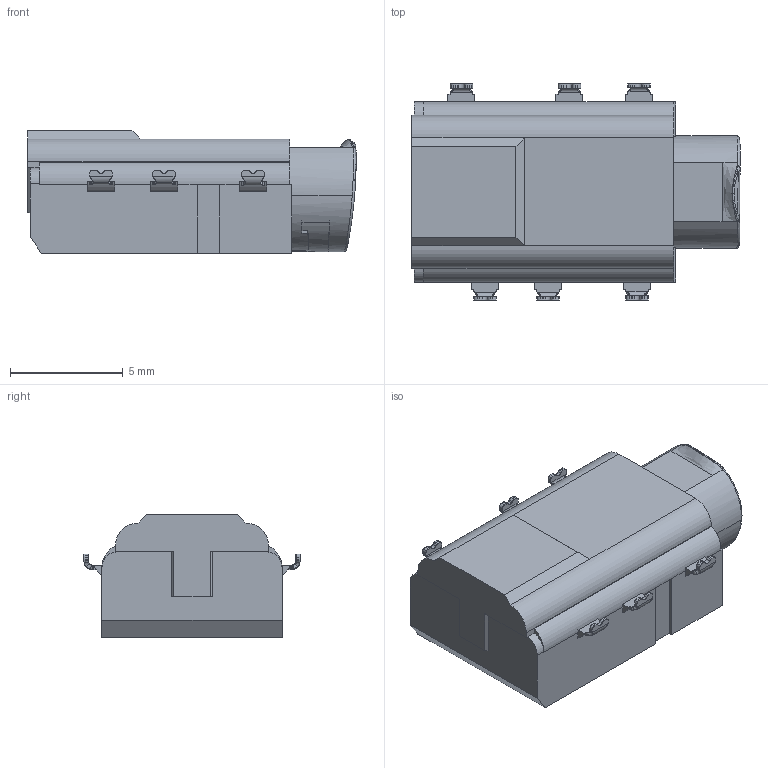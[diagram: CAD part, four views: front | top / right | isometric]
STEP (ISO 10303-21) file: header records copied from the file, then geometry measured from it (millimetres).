
FILE_DESCRIPTION (( 'STEP AP214' ), '1' );
FILE_NAME ('CUI_DEVICES_SJ-3551B-MSMT-TR-67.step', '2019-10-20T23:02:04', ( '' ), ( '' ), 'SwSTEP 2.0', 'SolidWorks 2019', '' );
FILE_SCHEMA (( 'AUTOMOTIVE_DESIGN' ));
Length unit declared in the file: inch
Products named in the file (1): CUI_DEVICES_SJ-3551B-MSMT-TR-67
Bounding box: 14.58 x 9.6 x 5.45 mm (x, y, z)
Volume: 493.9 mm3; surface area: 488.9 mm2
Topology: 1 solids, 16 shells, 502 faces, 1373 edges, 903 vertices
Faces by surface type: plane 272, cylinder 160, bspline 68, cone 2
Entity records: 21776 total; most frequent: CARTESIAN_POINT 6866, ORIENTED_EDGE 2746, DIRECTION 2278, EDGE_CURVE 1373, VERTEX_POINT 903, VECTOR 802, LINE 802, AXIS2_PLACEMENT_3D 738
